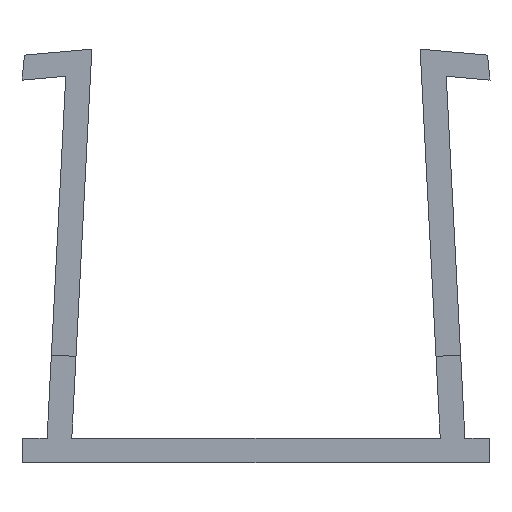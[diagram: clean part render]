
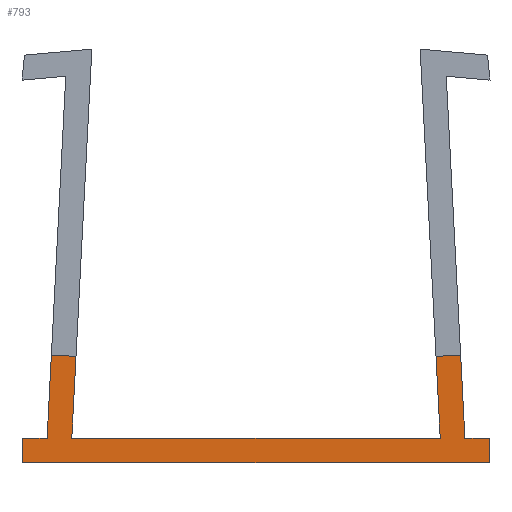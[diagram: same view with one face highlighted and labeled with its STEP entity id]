
A CAD part, front view. The second image highlights one B-rep face of the part: STEP entity #793.
In plain terms, the highlighted planar face has unit normal (0, -1, 0).
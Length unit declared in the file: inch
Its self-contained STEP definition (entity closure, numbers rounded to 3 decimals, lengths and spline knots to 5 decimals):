
#793=ADVANCED_FACE('',(#3087),#1959,.T.);
#1959=PLANE('',#25172);
#3087=FACE_OUTER_BOUND('',#4289,.T.);
#4289=EDGE_LOOP('',(#8700,#8701,#8702,#8703,#8704,#8705,#8706,#8707,#8708,
#8709,#8710,#8711));
#8700=ORIENTED_EDGE('',*,*,#17274,.F.);
#8701=ORIENTED_EDGE('',*,*,#16928,.T.);
#8702=ORIENTED_EDGE('',*,*,#17270,.T.);
#8703=ORIENTED_EDGE('',*,*,#16267,.T.);
#8704=ORIENTED_EDGE('',*,*,#17275,.F.);
#8705=ORIENTED_EDGE('',*,*,#16284,.T.);
#8706=ORIENTED_EDGE('',*,*,#16554,.T.);
#8707=ORIENTED_EDGE('',*,*,#16557,.T.);
#8708=ORIENTED_EDGE('',*,*,#16632,.T.);
#8709=ORIENTED_EDGE('',*,*,#16635,.T.);
#8710=ORIENTED_EDGE('',*,*,#16638,.T.);
#8711=ORIENTED_EDGE('',*,*,#16912,.T.);
#13494=VERTEX_POINT('',#35877);
#13495=VERTEX_POINT('',#35879);
#13507=VERTEX_POINT('',#35911);
#13508=VERTEX_POINT('',#35913);
#13688=VERTEX_POINT('',#36364);
#13690=VERTEX_POINT('',#36370);
#13764=VERTEX_POINT('',#36520);
#13766=VERTEX_POINT('',#36526);
#13768=VERTEX_POINT('',#36532);
#13952=VERTEX_POINT('',#36990);
#13963=VERTEX_POINT('',#37021);
#13964=VERTEX_POINT('',#37023);
#16267=EDGE_CURVE('',#13495,#13494,#19759,.T.);
#16284=EDGE_CURVE('',#13508,#13507,#19776,.T.);
#16554=EDGE_CURVE('',#13507,#13688,#20046,.T.);
#16557=EDGE_CURVE('',#13688,#13690,#20049,.T.);
#16632=EDGE_CURVE('',#13690,#13764,#20088,.T.);
#16635=EDGE_CURVE('',#13764,#13766,#20091,.T.);
#16638=EDGE_CURVE('',#13766,#13768,#20094,.T.);
#16912=EDGE_CURVE('',#13768,#13952,#20368,.T.);
#16928=EDGE_CURVE('',#13964,#13963,#20384,.T.);
#17270=EDGE_CURVE('',#13963,#13495,#20690,.T.);
#17274=EDGE_CURVE('',#13964,#13952,#20694,.T.);
#17275=EDGE_CURVE('',#13508,#13494,#20695,.T.);
#19759=LINE('',#35878,#23179);
#19776=LINE('',#35912,#23196);
#20046=LINE('',#36363,#23466);
#20049=LINE('',#36369,#23469);
#20088=LINE('',#36519,#23508);
#20091=LINE('',#36525,#23511);
#20094=LINE('',#36531,#23514);
#20368=LINE('',#36991,#23788);
#20384=LINE('',#37022,#23804);
#20690=LINE('',#37617,#24110);
#20694=LINE('',#37623,#24114);
#20695=LINE('',#37624,#24115);
#23179=VECTOR('',#28908,1.);
#23196=VECTOR('',#28933,1.);
#23466=VECTOR('',#29205,1.);
#23469=VECTOR('',#29210,1.);
#23508=VECTOR('',#29323,1.);
#23511=VECTOR('',#29328,1.);
#23514=VECTOR('',#29333,1.);
#23788=VECTOR('',#29609,1.);
#23804=VECTOR('',#29633,1.);
#24110=VECTOR('',#30013,1.);
#24114=VECTOR('',#30021,1.);
#24115=VECTOR('',#30022,1.);
#25172=AXIS2_PLACEMENT_3D('',#37625,#30023,#30024);
#28908=DIRECTION('',(0.052,0.,0.999));
#28933=DIRECTION('',(-0.052,0.,-0.999));
#29205=DIRECTION('',(-1.,0.,0.));
#29210=DIRECTION('',(0.,0.,-1.));
#29323=DIRECTION('',(1.,0.,0.));
#29328=DIRECTION('',(0.,0.,1.));
#29333=DIRECTION('',(-1.,0.,0.));
#29609=DIRECTION('',(-0.052,0.,0.999));
#29633=DIRECTION('',(0.052,0.,-0.999));
#30013=DIRECTION('',(-1.,0.,0.));
#30021=DIRECTION('',(0.999,0.,0.033));
#30022=DIRECTION('',(0.999,0.,-0.033));
#30023=DIRECTION('',(0.,-1.,0.));
#30024=DIRECTION('',(0.,0.,-1.));
#35877=CARTESIAN_POINT('',(-0.43809,0.,0.25948));
#35878=CARTESIAN_POINT('',(-0.44838,0.,0.06));
#35879=CARTESIAN_POINT('',(-0.44838,0.,0.06));
#35911=CARTESIAN_POINT('',(-0.50846,0.,0.06));
#35912=CARTESIAN_POINT('',(-0.46302,0.,0.94088));
#35913=CARTESIAN_POINT('',(-0.49807,0.,0.26147));
#36363=CARTESIAN_POINT('',(-0.50846,0.,0.06));
#36364=CARTESIAN_POINT('',(-0.5675,0.,0.06));
#36369=CARTESIAN_POINT('',(-0.5675,0.,0.06));
#36370=CARTESIAN_POINT('',(-0.5675,0.,0.));
#36519=CARTESIAN_POINT('',(-0.5675,0.,0.));
#36520=CARTESIAN_POINT('',(0.5675,0.,0.));
#36525=CARTESIAN_POINT('',(0.5675,0.,0.));
#36526=CARTESIAN_POINT('',(0.5675,0.,0.06));
#36531=CARTESIAN_POINT('',(0.5675,0.,0.06));
#36532=CARTESIAN_POINT('',(0.50846,0.,0.06));
#36990=CARTESIAN_POINT('',(0.49807,0.,0.26147));
#36991=CARTESIAN_POINT('',(0.50846,0.,0.06));
#37021=CARTESIAN_POINT('',(0.44838,0.,0.06));
#37022=CARTESIAN_POINT('',(0.39955,0.,1.00672));
#37023=CARTESIAN_POINT('',(0.43809,0.,0.25948));
#37617=CARTESIAN_POINT('',(0.44838,0.,0.06));
#37623=CARTESIAN_POINT('',(-0.36792,0.,0.23274));
#37624=CARTESIAN_POINT('',(-0.42306,0.,0.25898));
#37625=CARTESIAN_POINT('',(-0.39592,0.,1.07697));
